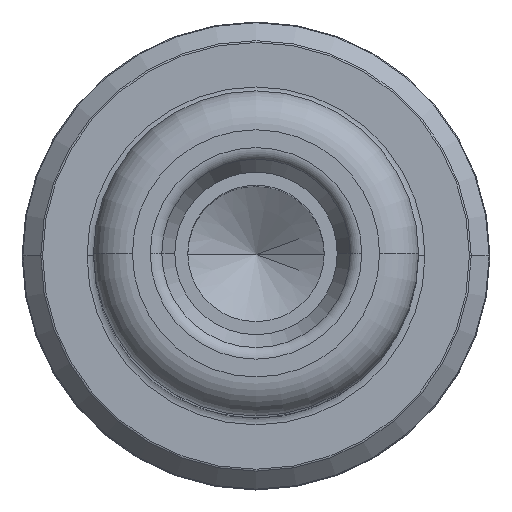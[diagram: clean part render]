
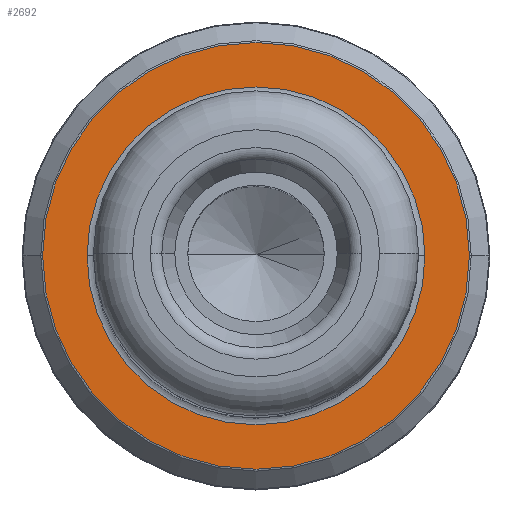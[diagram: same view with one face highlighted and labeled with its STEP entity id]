
A CAD part, top view. The second image highlights one B-rep face of the part: STEP entity #2692.
In plain terms, the highlighted planar face has unit normal (0, 0, 1).
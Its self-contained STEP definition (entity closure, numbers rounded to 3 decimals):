
#199 = ORIENTED_EDGE ( 'NONE', *, *, #321, .T. ) ;
#321 = EDGE_CURVE ( 'NONE', #3847, #340, #547, .T. ) ;
#340 = VERTEX_POINT ( 'NONE', #1629 ) ;
#362 = CARTESIAN_POINT ( 'NONE',  ( 0., 0., 26. ) ) ;
#547 = CIRCLE ( 'NONE', #1665, 13. ) ;
#618 = DIRECTION ( 'NONE',  ( -1., 0., 0. ) ) ;
#766 = AXIS2_PLACEMENT_3D ( 'NONE', #1978, #1637, #3445 ) ;
#808 = EDGE_CURVE ( 'NONE', #2193, #1459, #3991, .T. ) ;
#890 = AXIS2_PLACEMENT_3D ( 'NONE', #362, #3207, #1055 ) ;
#949 = EDGE_CURVE ( 'NONE', #1459, #2193, #2261, .T. ) ;
#1055 = DIRECTION ( 'NONE',  ( -1., 0., 0. ) ) ;
#1134 = CARTESIAN_POINT ( 'NONE',  ( -16.417, 0., 26. ) ) ;
#1166 = ORIENTED_EDGE ( 'NONE', *, *, #949, .T. ) ;
#1222 = DIRECTION ( 'NONE',  ( 0., 0., 1. ) ) ;
#1249 = DIRECTION ( 'NONE',  ( 0., 0., -1. ) ) ;
#1365 = AXIS2_PLACEMENT_3D ( 'NONE', #2628, #3858, #3821 ) ;
#1396 = PLANE ( 'NONE',  #1365 ) ;
#1428 = EDGE_LOOP ( 'NONE', ( #3079, #199 ) ) ;
#1459 = VERTEX_POINT ( 'NONE', #1134 ) ;
#1529 = CARTESIAN_POINT ( 'NONE',  ( 13., 0., 26. ) ) ;
#1629 = CARTESIAN_POINT ( 'NONE',  ( -13., 0., 26. ) ) ;
#1637 = DIRECTION ( 'NONE',  ( 0., 0., 1. ) ) ;
#1665 = AXIS2_PLACEMENT_3D ( 'NONE', #3458, #1249, #618 ) ;
#1911 = EDGE_CURVE ( 'NONE', #340, #3847, #2637, .T. ) ;
#1978 = CARTESIAN_POINT ( 'NONE',  ( 0., 0., 26. ) ) ;
#2193 = VERTEX_POINT ( 'NONE', #2986 ) ;
#2257 = AXIS2_PLACEMENT_3D ( 'NONE', #3970, #1222, #2761 ) ;
#2261 = CIRCLE ( 'NONE', #766, 16.417 ) ;
#2268 = FACE_BOUND ( 'NONE', #1428, .T. ) ;
#2587 = FACE_OUTER_BOUND ( 'NONE', #2934, .T. ) ;
#2628 = CARTESIAN_POINT ( 'NONE',  ( 0., 0., 26. ) ) ;
#2637 = CIRCLE ( 'NONE', #890, 13. ) ;
#2692 = ADVANCED_FACE ( 'NONE', ( #2268, #2587 ), #1396, .T. ) ;
#2761 = DIRECTION ( 'NONE',  ( 1., 0., 0. ) ) ;
#2934 = EDGE_LOOP ( 'NONE', ( #3879, #1166 ) ) ;
#2986 = CARTESIAN_POINT ( 'NONE',  ( 16.417, 0., 26. ) ) ;
#3079 = ORIENTED_EDGE ( 'NONE', *, *, #1911, .T. ) ;
#3207 = DIRECTION ( 'NONE',  ( 0., 0., -1. ) ) ;
#3445 = DIRECTION ( 'NONE',  ( 1., 0., 0. ) ) ;
#3458 = CARTESIAN_POINT ( 'NONE',  ( 0., 0., 26. ) ) ;
#3821 = DIRECTION ( 'NONE',  ( 1., 0., 0. ) ) ;
#3847 = VERTEX_POINT ( 'NONE', #1529 ) ;
#3858 = DIRECTION ( 'NONE',  ( 0., 0., 1. ) ) ;
#3879 = ORIENTED_EDGE ( 'NONE', *, *, #808, .T. ) ;
#3970 = CARTESIAN_POINT ( 'NONE',  ( 0., 0., 26. ) ) ;
#3991 = CIRCLE ( 'NONE', #2257, 16.417 ) ;
